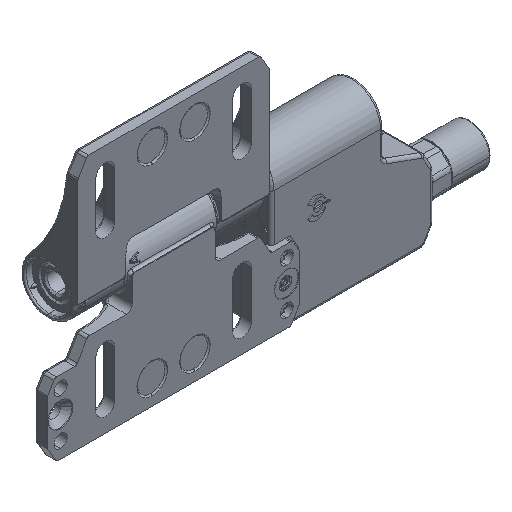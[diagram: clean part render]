
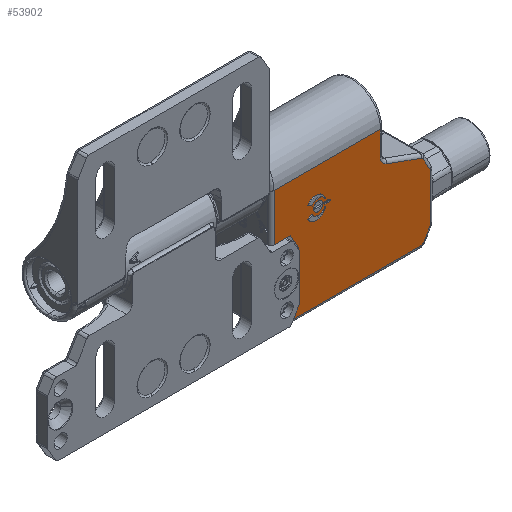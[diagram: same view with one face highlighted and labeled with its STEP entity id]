
A CAD part, isometric view. The second image highlights one B-rep face of the part: STEP entity #53902.
In plain terms, the highlighted planar face has unit normal (0, -1, 0).
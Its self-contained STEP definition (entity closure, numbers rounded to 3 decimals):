
#1508=CARTESIAN_POINT('',(81.845,-9.5,-39.));
#1509=DIRECTION('',(0.,1.,0.));
#1510=DIRECTION('',(0.866,0.,-0.5));
#1511=AXIS2_PLACEMENT_3D('',#1508,#1509,#1510);
#1524=DIRECTION('',(-1.,0.,0.));
#1525=VECTOR('',#1524,42.468);
#1526=CARTESIAN_POINT('',(81.845,-9.5,-40.));
#1527=LINE('',#1526,#1525);
#1559=DIRECTION('',(0.5,0.,0.866));
#1560=VECTOR('',#1559,4.445);
#1561=CARTESIAN_POINT('',(39.377,-9.5,-40.));
#1562=LINE('',#1561,#1560);
#1566=DIRECTION('',(0.,0.,1.));
#1567=VECTOR('',#1566,15.801);
#1568=CARTESIAN_POINT('',(41.6,-9.5,-36.15));
#1569=LINE('',#1568,#1567);
#1573=DIRECTION('',(-0.5,0.,0.866));
#1574=VECTOR('',#1573,5.6);
#1575=CARTESIAN_POINT('',(41.6,-9.5,-20.35));
#1576=LINE('',#1575,#1574);
#1580=DIRECTION('',(1.,0.,0.));
#1581=VECTOR('',#1580,5.3);
#1582=CARTESIAN_POINT('',(33.5,-9.5,-15.5));
#1583=LINE('',#1582,#1581);
#1587=DIRECTION('',(1.,0.,0.));
#1588=VECTOR('',#1587,35.);
#1589=CARTESIAN_POINT('',(33.5,-9.5,0.));
#1590=LINE('',#1589,#1588);
#1594=CARTESIAN_POINT('',(48.,-9.5,-11.8));
#1595=DIRECTION('',(0.,-1.,0.));
#1596=DIRECTION('',(1.,0.,0.));
#1597=AXIS2_PLACEMENT_3D('',#1594,#1595,#1596);
#1602=CARTESIAN_POINT('',(48.,-9.5,-11.8));
#1603=DIRECTION('',(0.,-1.,0.));
#1604=DIRECTION('',(-1.,0.,0.));
#1605=AXIS2_PLACEMENT_3D('',#1602,#1603,#1604);
#1610=DIRECTION('',(1.,0.,0.));
#1611=VECTOR('',#1610,1.5);
#1612=CARTESIAN_POINT('',(50.05,-9.5,-12.05));
#1613=LINE('',#1612,#1611);
#1617=CARTESIAN_POINT('',(51.55,-9.5,-11.8));
#1618=DIRECTION('',(0.,-1.,0.));
#1619=DIRECTION('',(0.,0.,-1.));
#1620=AXIS2_PLACEMENT_3D('',#1617,#1618,#1619);
#1625=DIRECTION('',(-1.,0.,0.));
#1626=VECTOR('',#1625,1.5);
#1627=CARTESIAN_POINT('',(51.55,-9.5,-11.55));
#1628=LINE('',#1627,#1626);
#1632=CARTESIAN_POINT('',(50.05,-9.5,-11.8));
#1633=DIRECTION('',(0.,-1.,0.));
#1634=DIRECTION('',(0.,0.,1.));
#1635=AXIS2_PLACEMENT_3D('',#1632,#1633,#1634);
#1640=DIRECTION('',(-0.866,0.,-0.5));
#1641=VECTOR('',#1640,1.5);
#1642=CARTESIAN_POINT('',(45.835,-9.5,-13.05));
#1643=LINE('',#1642,#1641);
#1647=CARTESIAN_POINT('',(47.221,-9.5,-12.25));
#1648=DIRECTION('',(0.,-1.,0.));
#1649=DIRECTION('',(-0.866,0.,-0.5));
#1650=AXIS2_PLACEMENT_3D('',#1647,#1648,#1649);
#1655=CARTESIAN_POINT('',(48.,-9.5,-11.8));
#1656=DIRECTION('',(0.,-1.,0.));
#1657=DIRECTION('',(-0.866,0.,-0.5));
#1658=AXIS2_PLACEMENT_3D('',#1655,#1656,#1657);
#1663=CARTESIAN_POINT('',(48.,-9.5,-11.8));
#1664=DIRECTION('',(0.,-1.,0.));
#1665=DIRECTION('',(0.903,0.,0.43));
#1666=AXIS2_PLACEMENT_3D('',#1663,#1664,#1665);
#1671=CARTESIAN_POINT('',(47.221,-9.5,-11.35));
#1672=DIRECTION('',(0.,-1.,0.));
#1673=DIRECTION('',(0.979,0.,0.202));
#1674=AXIS2_PLACEMENT_3D('',#1671,#1672,#1673);
#1679=DIRECTION('',(0.866,0.,-0.5));
#1680=VECTOR('',#1679,1.5);
#1681=CARTESIAN_POINT('',(44.536,-9.5,-9.8));
#1682=LINE('',#1681,#1680);
#9692=DIRECTION('',(0.,0.,-1.));
#9693=VECTOR('',#9692,8.1);
#9694=CARTESIAN_POINT('',(68.5,-9.5,0.));
#9695=LINE('',#9694,#9693);
#9715=CARTESIAN_POINT('',(71.5,-9.5,-8.1));
#9716=DIRECTION('',(0.,-1.,0.));
#9717=DIRECTION('',(-1.,0.,0.));
#9718=AXIS2_PLACEMENT_3D('',#9715,#9716,#9717);
#11506=DIRECTION('',(0.94,0.,-0.342));
#11507=VECTOR('',#11506,12.238);
#11508=CARTESIAN_POINT('',(70.474,-9.5,-10.919));
#11509=LINE('',#11508,#11507);
#11529=CARTESIAN_POINT('',(81.632,-9.5,-16.044));
#11530=DIRECTION('',(0.,1.,0.));
#11531=DIRECTION('',(0.342,0.,0.94));
#11532=AXIS2_PLACEMENT_3D('',#11529,#11530,#11531);
#11581=DIRECTION('',(0.5,0.,-0.866));
#11582=VECTOR('',#11581,4.736);
#11583=CARTESIAN_POINT('',(82.498,-9.5,-15.544));
#11584=LINE('',#11583,#11582);
#11604=CARTESIAN_POINT('',(84.,-9.5,-20.146));
#11605=DIRECTION('',(0.,1.,0.));
#11606=DIRECTION('',(0.866,0.,0.5));
#11607=AXIS2_PLACEMENT_3D('',#11604,#11605,#11606);
#12666=DIRECTION('',(0.,0.,-1.));
#12667=VECTOR('',#12666,15.122);
#12668=CARTESIAN_POINT('',(85.,-9.5,-20.146));
#12669=LINE('',#12668,#12667);
#13227=CARTESIAN_POINT('',(84.,-9.5,-35.268));
#13228=DIRECTION('',(0.,1.,0.));
#13229=DIRECTION('',(1.,0.,0.));
#13230=AXIS2_PLACEMENT_3D('',#13227,#13228,#13229);
#13250=DIRECTION('',(-0.5,0.,-0.866));
#13251=VECTOR('',#13250,4.309);
#13252=CARTESIAN_POINT('',(84.866,-9.5,-35.768));
#13253=LINE('',#13252,#13251);
#32559=DIRECTION('',(0.,0.,1.));
#32560=VECTOR('',#32559,15.5);
#32561=CARTESIAN_POINT('',(33.5,-9.5,-15.5));
#32562=LINE('',#32561,#32560);
#47232=CARTESIAN_POINT('',(41.6,-9.5,-36.15));
#47233=CARTESIAN_POINT('',(41.6,-9.5,-20.35));
#47234=VERTEX_POINT('',#47232);
#47235=VERTEX_POINT('',#47233);
#47238=CARTESIAN_POINT('',(38.8,-9.5,-15.5));
#47239=VERTEX_POINT('',#47238);
#47404=CARTESIAN_POINT('',(81.845,-9.5,-40.));
#47405=CARTESIAN_POINT('',(39.377,-9.5,-40.));
#47406=VERTEX_POINT('',#47404);
#47407=VERTEX_POINT('',#47405);
#47414=CARTESIAN_POINT('',(82.711,-9.5,-39.5));
#47415=VERTEX_POINT('',#47414);
#47418=CARTESIAN_POINT('',(84.866,-9.5,-35.768));
#47419=VERTEX_POINT('',#47418);
#47422=CARTESIAN_POINT('',(85.,-9.5,-35.268));
#47423=VERTEX_POINT('',#47422);
#47424=CARTESIAN_POINT('',(85.,-9.5,-20.146));
#47425=VERTEX_POINT('',#47424);
#47430=CARTESIAN_POINT('',(84.866,-9.5,-19.646));
#47431=VERTEX_POINT('',#47430);
#47434=CARTESIAN_POINT('',(82.498,-9.5,-15.544));
#47435=VERTEX_POINT('',#47434);
#47438=CARTESIAN_POINT('',(81.974,-9.5,-15.104));
#47439=VERTEX_POINT('',#47438);
#47442=CARTESIAN_POINT('',(70.474,-9.5,-10.919));
#47443=VERTEX_POINT('',#47442);
#47446=CARTESIAN_POINT('',(68.5,-9.5,-8.1));
#47447=VERTEX_POINT('',#47446);
#47450=CARTESIAN_POINT('',(68.5,-9.5,0.));
#47451=VERTEX_POINT('',#47450);
#47460=CARTESIAN_POINT('',(33.5,-9.5,0.));
#47462=VERTEX_POINT('',#47460);
#47466=CARTESIAN_POINT('',(33.5,-9.5,-15.5));
#47467=VERTEX_POINT('',#47466);
#47536=CARTESIAN_POINT('',(50.05,-9.5,-12.05));
#47537=CARTESIAN_POINT('',(51.55,-9.5,-12.05));
#47538=VERTEX_POINT('',#47536);
#47539=VERTEX_POINT('',#47537);
#47540=CARTESIAN_POINT('',(51.55,-9.5,-11.55));
#47541=VERTEX_POINT('',#47540);
#47542=CARTESIAN_POINT('',(50.05,-9.5,-11.55));
#47543=VERTEX_POINT('',#47542);
#47556=CARTESIAN_POINT('',(45.835,-9.5,-13.05));
#47557=CARTESIAN_POINT('',(44.536,-9.5,-13.8));
#47558=VERTEX_POINT('',#47556);
#47559=VERTEX_POINT('',#47557);
#47560=CARTESIAN_POINT('',(50.257,-9.5,-12.876));
#47561=VERTEX_POINT('',#47560);
#47562=CARTESIAN_POINT('',(50.257,-9.5,-10.724));
#47563=CARTESIAN_POINT('',(45.835,-9.5,-10.55));
#47564=VERTEX_POINT('',#47562);
#47565=VERTEX_POINT('',#47563);
#47566=CARTESIAN_POINT('',(44.536,-9.5,-9.8));
#47567=VERTEX_POINT('',#47566);
#47572=CARTESIAN_POINT('',(49.55,-9.5,-11.8));
#47573=CARTESIAN_POINT('',(46.45,-9.5,-11.8));
#47574=VERTEX_POINT('',#47572);
#47575=VERTEX_POINT('',#47573);
#53831=CARTESIAN_POINT('',(32.5,-9.5,0.));
#53832=DIRECTION('',(0.,-1.,0.));
#53833=DIRECTION('',(0.,0.,-1.));
#53834=AXIS2_PLACEMENT_3D('',#53831,#53832,#53833);
#53835=PLANE('',#53834);
#53836=ORIENTED_EDGE('',*,*,#53815,.T.);
#53838=ORIENTED_EDGE('',*,*,#53837,.T.);
#53840=ORIENTED_EDGE('',*,*,#53839,.T.);
#53842=ORIENTED_EDGE('',*,*,#53841,.T.);
#53844=ORIENTED_EDGE('',*,*,#53843,.F.);
#53846=ORIENTED_EDGE('',*,*,#53845,.T.);
#53848=ORIENTED_EDGE('',*,*,#53847,.T.);
#53850=ORIENTED_EDGE('',*,*,#53849,.T.);
#53852=ORIENTED_EDGE('',*,*,#53851,.T.);
#53854=ORIENTED_EDGE('',*,*,#53853,.T.);
#53856=ORIENTED_EDGE('',*,*,#53855,.T.);
#53858=ORIENTED_EDGE('',*,*,#53857,.T.);
#53860=ORIENTED_EDGE('',*,*,#53859,.T.);
#53862=ORIENTED_EDGE('',*,*,#53861,.T.);
#53864=ORIENTED_EDGE('',*,*,#53863,.T.);
#53866=ORIENTED_EDGE('',*,*,#53865,.T.);
#53867=ORIENTED_EDGE('',*,*,#53796,.T.);
#53868=EDGE_LOOP('',(#53836,#53838,#53840,#53842,#53844,#53846,#53848,#53850,
#53852,#53854,#53856,#53858,#53860,#53862,#53864,#53866,#53867));
#53869=FACE_OUTER_BOUND('',#53868,.F.);
#53871=ORIENTED_EDGE('',*,*,#53870,.T.);
#53873=ORIENTED_EDGE('',*,*,#53872,.T.);
#53874=EDGE_LOOP('',(#53871,#53873));
#53875=FACE_BOUND('',#53874,.F.);
#53877=ORIENTED_EDGE('',*,*,#53876,.T.);
#53879=ORIENTED_EDGE('',*,*,#53878,.T.);
#53881=ORIENTED_EDGE('',*,*,#53880,.T.);
#53883=ORIENTED_EDGE('',*,*,#53882,.T.);
#53884=EDGE_LOOP('',(#53877,#53879,#53881,#53883));
#53885=FACE_BOUND('',#53884,.F.);
#53887=ORIENTED_EDGE('',*,*,#53886,.T.);
#53889=ORIENTED_EDGE('',*,*,#53888,.T.);
#53891=ORIENTED_EDGE('',*,*,#53890,.F.);
#53892=EDGE_LOOP('',(#53887,#53889,#53891));
#53893=FACE_BOUND('',#53892,.F.);
#53895=ORIENTED_EDGE('',*,*,#53894,.F.);
#53897=ORIENTED_EDGE('',*,*,#53896,.T.);
#53899=ORIENTED_EDGE('',*,*,#53898,.T.);
#53900=EDGE_LOOP('',(#53895,#53897,#53899));
#53901=FACE_BOUND('',#53900,.F.);
#53902=ADVANCED_FACE('',(#53869,#53875,#53885,#53893,#53901),#53835,.T.);
#1512=CIRCLE('',#1511,1.);
#1598=CIRCLE('',#1597,1.55);
#1606=CIRCLE('',#1605,1.55);
#1621=CIRCLE('',#1620,0.25);
#1636=CIRCLE('',#1635,0.25);
#1651=CIRCLE('',#1650,3.1);
#1659=CIRCLE('',#1658,2.5);
#1667=CIRCLE('',#1666,2.5);
#1675=CIRCLE('',#1674,3.1);
#9719=CIRCLE('',#9718,3.);
#11533=CIRCLE('',#11532,1.);
#11608=CIRCLE('',#11607,1.);
#13231=CIRCLE('',#13230,1.);
#53796=EDGE_CURVE('',#47415,#47406,#1512,.T.);
#53815=EDGE_CURVE('',#47406,#47407,#1527,.T.);
#53837=EDGE_CURVE('',#47407,#47234,#1562,.T.);
#53839=EDGE_CURVE('',#47234,#47235,#1569,.T.);
#53841=EDGE_CURVE('',#47235,#47239,#1576,.T.);
#53843=EDGE_CURVE('',#47467,#47239,#1583,.T.);
#53845=EDGE_CURVE('',#47467,#47462,#32562,.T.);
#53847=EDGE_CURVE('',#47462,#47451,#1590,.T.);
#53849=EDGE_CURVE('',#47451,#47447,#9695,.T.);
#53851=EDGE_CURVE('',#47447,#47443,#9719,.T.);
#53853=EDGE_CURVE('',#47443,#47439,#11509,.T.);
#53855=EDGE_CURVE('',#47439,#47435,#11533,.T.);
#53857=EDGE_CURVE('',#47435,#47431,#11584,.T.);
#53859=EDGE_CURVE('',#47431,#47425,#11608,.T.);
#53861=EDGE_CURVE('',#47425,#47423,#12669,.T.);
#53863=EDGE_CURVE('',#47423,#47419,#13231,.T.);
#53865=EDGE_CURVE('',#47419,#47415,#13253,.T.);
#53870=EDGE_CURVE('',#47574,#47575,#1598,.T.);
#53872=EDGE_CURVE('',#47575,#47574,#1606,.T.);
#53876=EDGE_CURVE('',#47538,#47539,#1613,.T.);
#53878=EDGE_CURVE('',#47539,#47541,#1621,.T.);
#53880=EDGE_CURVE('',#47541,#47543,#1628,.T.);
#53882=EDGE_CURVE('',#47543,#47538,#1636,.T.);
#53886=EDGE_CURVE('',#47558,#47559,#1643,.T.);
#53888=EDGE_CURVE('',#47559,#47561,#1651,.T.);
#53890=EDGE_CURVE('',#47558,#47561,#1659,.T.);
#53894=EDGE_CURVE('',#47564,#47565,#1667,.T.);
#53896=EDGE_CURVE('',#47564,#47567,#1675,.T.);
#53898=EDGE_CURVE('',#47567,#47565,#1682,.T.);
